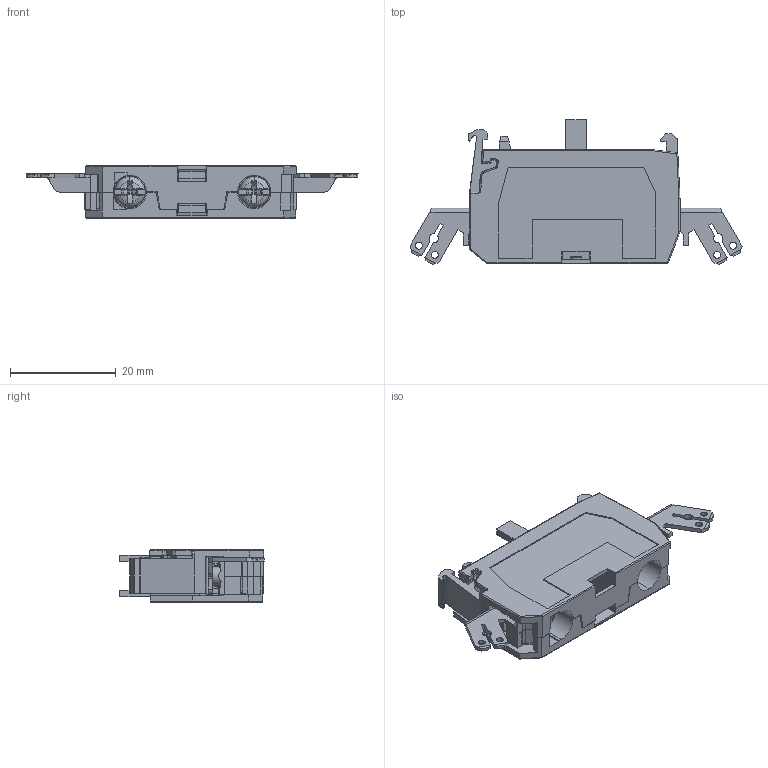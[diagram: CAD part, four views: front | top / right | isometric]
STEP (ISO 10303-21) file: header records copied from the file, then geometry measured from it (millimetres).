
FILE_DESCRIPTION(('STEP AP214'),'1');
FILE_NAME('33D10--_MODEL.stp','2009-02-23T14:18:55',(' '),('Legrand SA'),'XStep 1.0','TRANSCAD',' ');
FILE_SCHEMA(('automotive_design'));
Length unit declared in the file: millimetre
Products named in the file (12): Part1|Corps principal ( SOL-RT-WALL2 - wsp *MASTER -  )|Solide.1 (  de JELE 10479 : issu de SOL-RT-WALL2 - wsp *MASTER -  ) ( Brep de SOL-RT-WALL2 ); Part1|Corps de pièce.2 ( $1SOL-RT-WALL2 - wsp *MASTER -  )|Solide.2 (  de JELE 13637 : issu de $1SOL-RT-WALL2 - wsp *MASTER -  ) ( Brep de $1SOL-RT-WALL2 ); Part1|Corps de pièce.3 ( *SOL4 - wsp *MASTER -  -Non Smart-  )|Solide.3 (  de JELE 13821 : issu de *SOL4 - wsp *MASTER -  ) ( Brep de *SOL4 ); Part1|Corps de pièce.4 ( *SOL5 - wsp *MASTER -  )|Solide.4 (  de JELE 24562 : issu de *SOL5 - wsp *MASTER -  ) ( Brep de *SOL5 ); Part1|Corps de pièce.5 ( *SOL6 - wsp *MASTER -  -Non Smart-  )|Solide.5 (  de JELE 25822 : issu de *SOL6 - wsp *MASTER -  ) ( Brep de *SOL6 ); Part1|Corps de pièce.6 ( *SOL7 - wsp *MASTER -  )|Solide.6 (  de JELE 36563 : issu de *SOL7 - wsp *MASTER -  ) ( Brep de *SOL7 ); Part1|Corps de pièce.7 ( *SOL8 - wsp *MASTER -  -Non Smart-  )|Solide.7 (  de JELE 37354 : issu de *SOL8 - wsp *MASTER -  ) ( Brep de *SOL8 ); Part1|Corps de pièce.8 ( *SOL9 - wsp *MASTER -  -Non Smart-  )|Solide.8 (  de JELE 37538 : issu de *SOL9 - wsp *MASTER -  ) ( Brep de *SOL9 ); Part1|Corps de pièce.9 ( *SOL10 - wsp *MASTER -  )|Solide.9 (  de JELE 38943 : issu de *SOL10 - wsp *MASTER -  ) ( Brep de *SOL10 ); Part1|Corps de pièce.10 ( *SOL11 - wsp *MASTER -  )|Solide.10 (  de JELE 58418 : issu de *SOL11 - wsp *MASTER -  ) ( Brep de *SOL11 ); Part1|Corps de pièce.11 ( *SOL12 - wsp *MASTER -  )|Solide.11 (  de JELE 77081 : issu de *SOL12 - wsp *MASTER -  ) ( Brep de *SOL12 ); Part1|Corps de pièce.12 ( *SOL13 - wsp *MASTER -  -Non Smart-  )|Solide.12 (  de JELE 78340 : issu de *SOL13 - wsp *MASTER -  ) ( Brep de *SOL13 )
Bounding box: 62.71 x 27.38 x 9.9 mm (x, y, z)
Volume: 6095.3 mm3; surface area: 9766.7 mm2
Topology: 12 solids, 12 shells, 1876 faces, 5371 edges, 3533 vertices
Faces by surface type: plane 1560, cylinder 215, cone 46, bspline 39, torus 8, sphere 8
Entity records: 79133 total; most frequent: CARTESIAN_POINT 15398, ORIENTED_EDGE 10734, DIRECTION 8938, EDGE_CURVE 5367, LINE 3970, VECTOR 3970, VERTEX_POINT 3533, AXIS2_PLACEMENT_3D 2484
